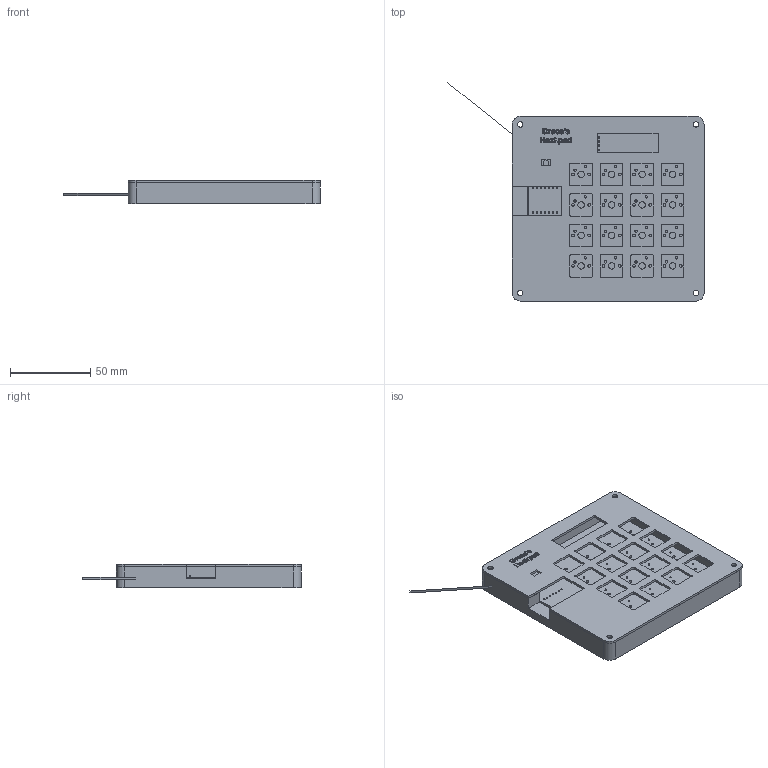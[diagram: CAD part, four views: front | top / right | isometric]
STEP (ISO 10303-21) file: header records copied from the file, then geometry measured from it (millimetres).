
FILE_DESCRIPTION(/* description */ (''),/* implementation_level */ '2;1');
FILE_NAME(/* name */ 'hackpad_combined.step',/* time_stamp */ '2026-01-15T12:47:08-05:00',/* author */ (''),/* organization */ (''),/* preprocessor_version */ 'ST-DEVELOPER v20.1',/* originating_system */ 'Autodesk Translation Framework v14.21.0.0',/* authorisation */ '');
FILE_SCHEMA (('AUTOMOTIVE_DESIGN { 1 0 10303 214 3 1 1 }'));
Length unit declared in the file: millimetre
Products named in the file (6): 2026-01-15-12-14-03-730; 2026-01-11-16-31-34-688; 2026-01-11-16-51-36-527; 2026-01-15-17-32-08-028; 2026-01-15-17-32-08-030; 2026-01-15-17-32-08-029
Assembly tree (20 placements, depth 3):
  2026-01-15-12-14-03-730
    2026-01-11-16-31-34-688
    2026-01-11-16-51-36-527
    2026-01-15-17-32-08-028
      2026-01-15-17-32-08-029  x16
      2026-01-15-17-32-08-030
Bounding box: 159.95 x 136.25 x 14.52 mm (x, y, z)
Volume: 108646.4 mm3; surface area: 80421.4 mm2
Topology: 35 solids, 36 shells, 912 faces, 2327 edges, 1542 vertices
Faces by surface type: plane 323, cylinder 310, bspline 215, torus 64
Full cylindrical faces by diameter (mm): 0.5 x48, 0.8 x32, 0.889 x14, 1 x4, 1.5 x32, 1.7 x32, 2 x32, 2.02 x16, 3.4 x8, 4 x16, 6 x4
Entity records: 24904 total; most frequent: CARTESIAN_POINT 7532, ORIENTED_EDGE 3810, DIRECTION 2893, EDGE_CURVE 1907, VERTEX_POINT 1272, LINE 1027, VECTOR 1027, EDGE_LOOP 1012
